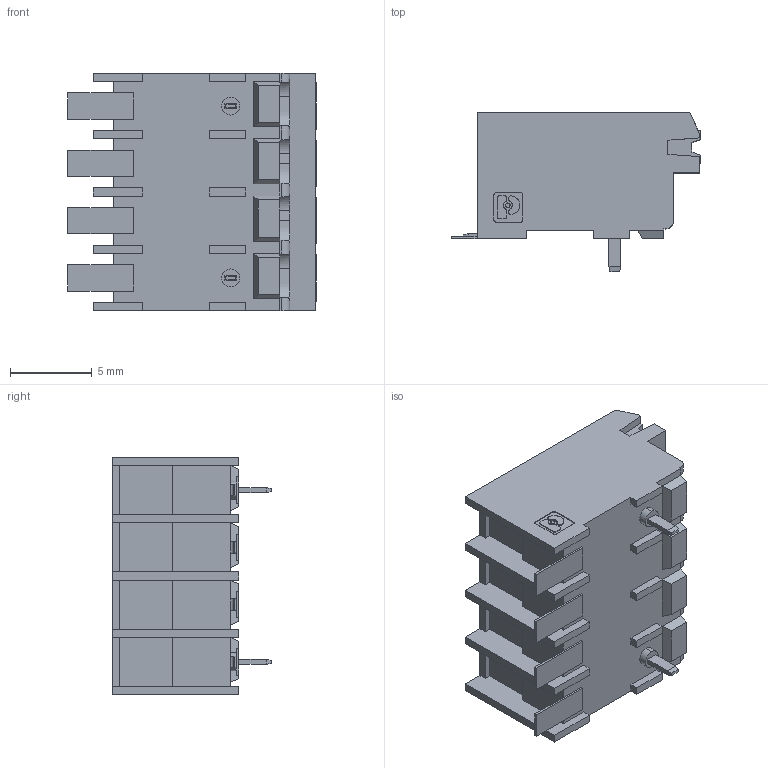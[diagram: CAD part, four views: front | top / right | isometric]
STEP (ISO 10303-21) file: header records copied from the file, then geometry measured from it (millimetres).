
FILE_DESCRIPTION(('SolidDesigner STEP Export'),'2;1');
FILE_NAME('spt-smd_1.5-4-h_3.5.stp','2014-11-07T 8:10:32',(''),(''),'Creo Elements/Direct Modeling STEP processor for AP214 (Solid Model)','Creo Elements/Direct Modeling 18.1B 29-Sep-2012 (C) Parametric Technology GmbH','');
FILE_SCHEMA(('AUTOMOTIVE_DESIGN { 1 0 10303 214 1 1 1 1 }'));
Length unit declared in the file: millimetre
Products named in the file (2): spt-smd_1.5-4-h_3.5
Assembly tree (1 placements, depth 2):
  spt-smd_1.5-4-h_3.5
    spt-smd_1.5-4-h_3.5
Bounding box: 15.17 x 9.7 x 14.5 mm (x, y, z)
Volume: 1139.1 mm3; surface area: 1169.1 mm2
Topology: 1 solids, 1 shells, 451 faces, 1228 edges, 798 vertices
Faces by surface type: plane 317, bspline 66, extrusion 35, cylinder 33
Entity records: 23535 total; most frequent: CARTESIAN_POINT 9535, ORIENTED_EDGE 2456, DIRECTION 1785, EDGE_CURVE 1228, VECTOR 917, LINE 882, VERTEX_POINT 798, EDGE_LOOP 470
